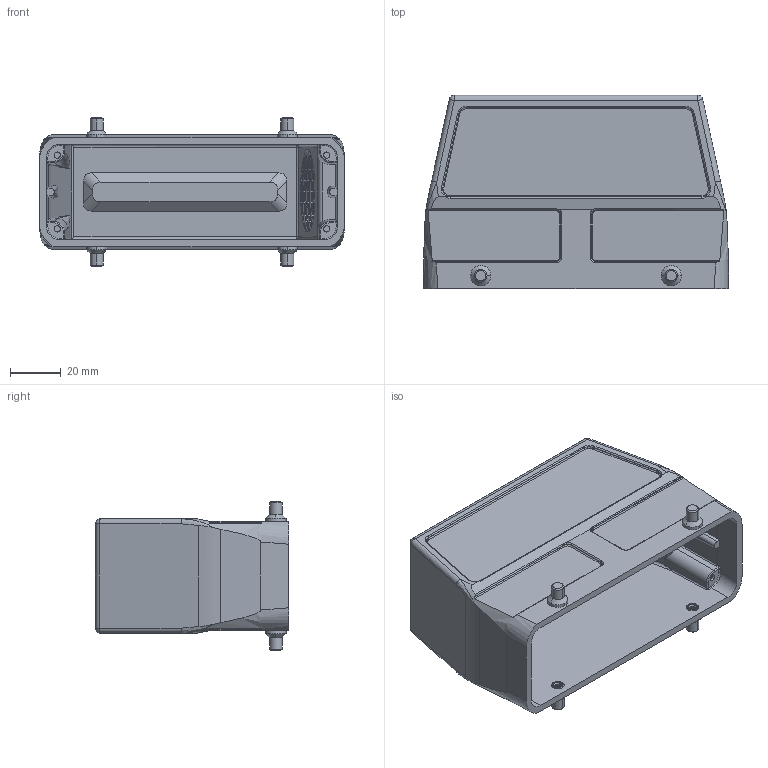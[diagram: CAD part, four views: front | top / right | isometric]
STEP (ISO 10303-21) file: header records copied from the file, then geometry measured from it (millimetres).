
FILE_DESCRIPTION (( 'STEP AP203' ), '1' );
FILE_NAME ('FH24BH02-SM320GY0 H24B-SEH-4B-M32-REF（渲染）.step', '2026-02-09T01:48:51', ( '' ), ( '' ), 'SwSTEP 2.0', 'SolidWorks 2021', '' );
FILE_SCHEMA (( 'CONFIG_CONTROL_DESIGN' ));
Length unit declared in the file: millimetre
Products named in the file (1): FH24BH02-SM320GY0 H24B-SEH-4B-M32-REF（渲染）
Bounding box: 120 x 76 x 58.5 mm (x, y, z)
Volume: 83342.9 mm3; surface area: 54179 mm2
Topology: 1 solids, 1 shells, 500 faces, 1293 edges, 805 vertices
Faces by surface type: cylinder 257, plane 103, torus 64, bspline 54, cone 16, sphere 6
Entity records: 28683 total; most frequent: CARTESIAN_POINT 17548, ORIENTED_EDGE 2570, DIRECTION 2129, EDGE_CURVE 1285, AXIS2_PLACEMENT_3D 824, VERTEX_POINT 805, EDGE_LOOP 520, FACE_OUTER_BOUND 500
